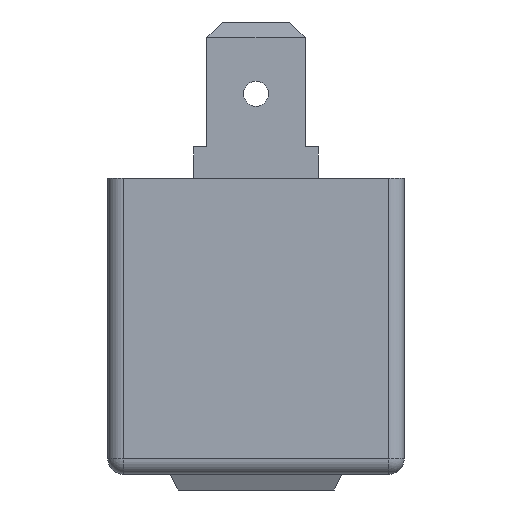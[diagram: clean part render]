
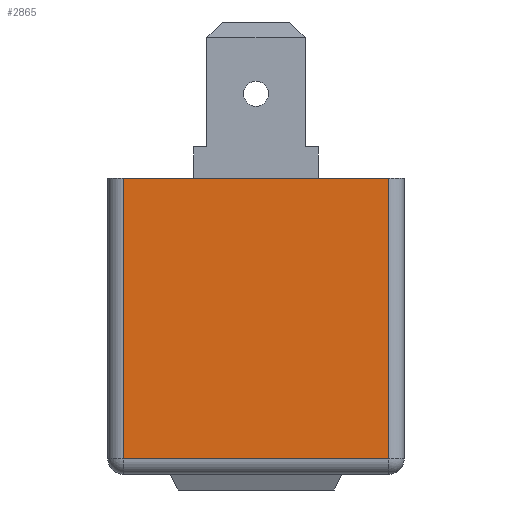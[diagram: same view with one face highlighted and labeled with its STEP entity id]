
A CAD part, left-side view. The second image highlights one B-rep face of the part: STEP entity #2865.
In plain terms, the highlighted planar face has unit normal (-1, 0, 0).
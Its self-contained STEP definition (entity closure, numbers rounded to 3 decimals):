
#15 = LINE ( 'NONE', #2658, #1928 ) ;
#42 = ORIENTED_EDGE ( 'NONE', *, *, #2316, .T. ) ;
#198 = PLANE ( 'NONE',  #325 ) ;
#312 = DIRECTION ( 'NONE',  ( 0., -1., 0. ) ) ;
#325 = AXIS2_PLACEMENT_3D ( 'NONE', #1404, #3133, #1668 ) ;
#395 = VERTEX_POINT ( 'NONE', #1757 ) ;
#448 = VERTEX_POINT ( 'NONE', #670 ) ;
#484 = ORIENTED_EDGE ( 'NONE', *, *, #1743, .T. ) ;
#573 = CARTESIAN_POINT ( 'NONE',  ( -18.803, 56.113, 64.547 ) ) ;
#670 = CARTESIAN_POINT ( 'NONE',  ( -18.803, 56.113, 82.547 ) ) ;
#714 = EDGE_CURVE ( 'NONE', #735, #2903, #3122, .T. ) ;
#735 = VERTEX_POINT ( 'NONE', #573 ) ;
#736 = ORIENTED_EDGE ( 'NONE', *, *, #714, .T. ) ;
#794 = CARTESIAN_POINT ( 'NONE',  ( -18.803, 38.113, 64.547 ) ) ;
#834 = DIRECTION ( 'NONE',  ( 0., -1., 0. ) ) ;
#1109 = VECTOR ( 'NONE', #312, 1000. ) ;
#1139 = DIRECTION ( 'NONE',  ( 0., 0., -1. ) ) ;
#1401 = CARTESIAN_POINT ( 'NONE',  ( -18.803, 56.113, 82.547 ) ) ;
#1404 = CARTESIAN_POINT ( 'NONE',  ( -18.803, 38.113, 82.547 ) ) ;
#1668 = DIRECTION ( 'NONE',  ( 0., 1., 0. ) ) ;
#1743 = EDGE_CURVE ( 'NONE', #2903, #395, #15, .T. ) ;
#1757 = CARTESIAN_POINT ( 'NONE',  ( -18.803, 39.113, 82.547 ) ) ;
#1827 = VECTOR ( 'NONE', #834, 1000. ) ;
#1872 = LINE ( 'NONE', #2355, #1109 ) ;
#1928 = VECTOR ( 'NONE', #2886, 1000. ) ;
#1936 = CARTESIAN_POINT ( 'NONE',  ( -18.803, 39.113, 64.547 ) ) ;
#1971 = ORIENTED_EDGE ( 'NONE', *, *, #2253, .F. ) ;
#2036 = EDGE_LOOP ( 'NONE', ( #42, #736, #484, #1971 ) ) ;
#2253 = EDGE_CURVE ( 'NONE', #448, #395, #1872, .T. ) ;
#2316 = EDGE_CURVE ( 'NONE', #448, #735, #2956, .T. ) ;
#2355 = CARTESIAN_POINT ( 'NONE',  ( -18.803, 38.113, 82.547 ) ) ;
#2658 = CARTESIAN_POINT ( 'NONE',  ( -18.803, 39.113, 82.547 ) ) ;
#2861 = VECTOR ( 'NONE', #1139, 1000. ) ;
#2865 = ADVANCED_FACE ( 'NONE', ( #2950 ), #198, .F. ) ;
#2886 = DIRECTION ( 'NONE',  ( 0., 0., 1. ) ) ;
#2903 = VERTEX_POINT ( 'NONE', #1936 ) ;
#2950 = FACE_OUTER_BOUND ( 'NONE', #2036, .T. ) ;
#2956 = LINE ( 'NONE', #1401, #2861 ) ;
#3122 = LINE ( 'NONE', #794, #1827 ) ;
#3133 = DIRECTION ( 'NONE',  ( 1., 0., 0. ) ) ;
